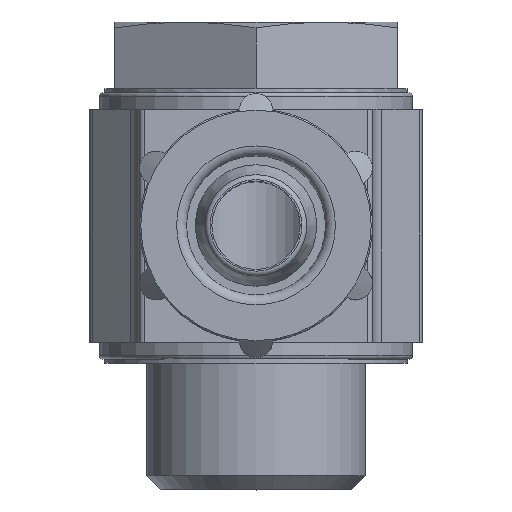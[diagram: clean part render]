
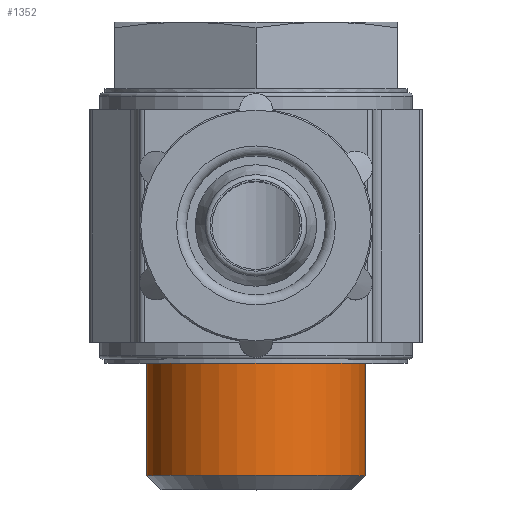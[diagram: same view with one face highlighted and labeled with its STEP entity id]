
A CAD part, top view. The second image highlights one B-rep face of the part: STEP entity #1352.
In plain terms, the highlighted cylindrical face has radius 6.579 mm (diameter 13.157 mm), a full revolution.
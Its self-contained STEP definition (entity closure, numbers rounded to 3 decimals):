
#71=CYLINDRICAL_SURFACE('',#1475,6.578);
#119=CIRCLE('',#1474,6.578);
#120=CIRCLE('',#1476,6.578);
#224=ORIENTED_EDGE('',*,*,#603,.F.);
#225=ORIENTED_EDGE('',*,*,#602,.T.);
#602=EDGE_CURVE('',#791,#791,#119,.T.);
#603=EDGE_CURVE('',#792,#792,#120,.T.);
#791=VERTEX_POINT('',#2165);
#792=VERTEX_POINT('',#2168);
#1067=EDGE_LOOP('',(#224));
#1068=EDGE_LOOP('',(#225));
#1191=FACE_BOUND('',#1067,.T.);
#1192=FACE_BOUND('',#1068,.T.);
#1352=ADVANCED_FACE('',(#1191,#1192),#71,.T.);
#1474=AXIS2_PLACEMENT_3D('',#2164,#1694,#1695);
#1475=AXIS2_PLACEMENT_3D('',#2166,#1696,#1697);
#1476=AXIS2_PLACEMENT_3D('',#2167,#1698,#1699);
#1694=DIRECTION('',(0.,1.,0.));
#1695=DIRECTION('',(0.,0.,1.));
#1696=DIRECTION('',(0.,1.,0.));
#1697=DIRECTION('',(0.,0.,1.));
#1698=DIRECTION('',(0.,1.,0.));
#1699=DIRECTION('',(0.,0.,1.));
#2164=CARTESIAN_POINT('',(0.,-14.994,0.));
#2165=CARTESIAN_POINT('',(0.,-14.994,6.578));
#2166=CARTESIAN_POINT('',(0.,12.25,0.));
#2167=CARTESIAN_POINT('',(0.,-8.25,0.));
#2168=CARTESIAN_POINT('',(0.,-8.25,6.578));
